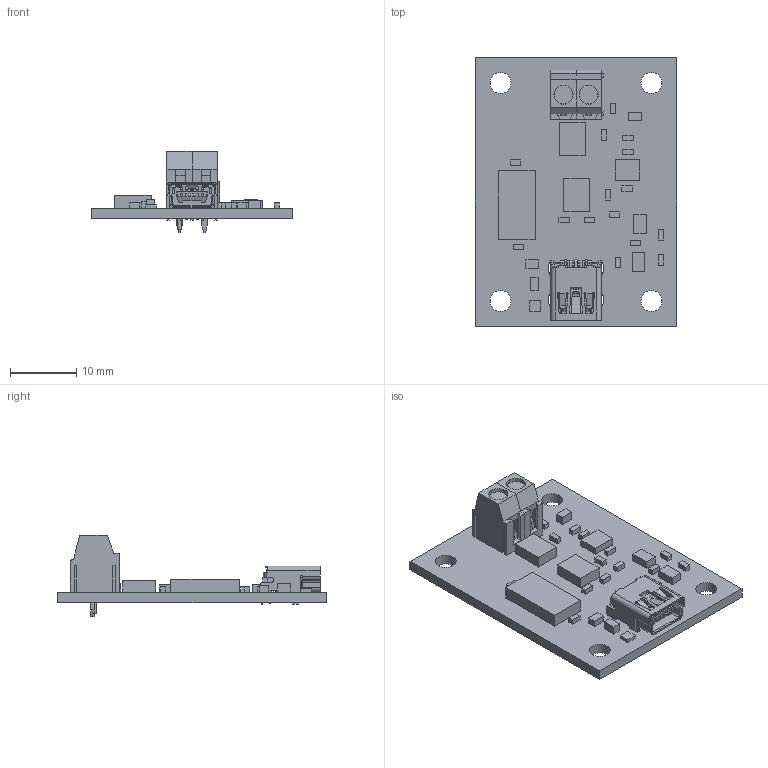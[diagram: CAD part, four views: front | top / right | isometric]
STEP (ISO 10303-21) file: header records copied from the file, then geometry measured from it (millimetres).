
FILE_DESCRIPTION(('Open CASCADE Model'),'2;1');
FILE_NAME('Open CASCADE Shape Model','2010-10-27T12:38:17',('Author'),( 'Open CASCADE'),'Open CASCADE STEP processor 6.2','Open CASCADE 6.2' ,'Unknown');
FILE_SCHEMA(('AUTOMOTIVE_DESIGN { 1 0 10303 214 1 1 1 1 }'));
Length unit declared in the file: millimetre
Products named in the file (57): PCB; Board; R7; 489472832; Extruded; C9; 489473600; C4; 489472960; C10; C3; C5; C2; C1; 603622288; C6; C8; 489473088; C7; C11; J2; 548190519; Open CASCADE STEP translator 6.2 181.14.1.1; Open CASCADE STEP translator 6.2 181.14.1.2; J1; 20020327-d02_asm; 20020327-D-LEM; 20020327-D-REM; 522169712; Cylinder; L1; 603626384; R2; R4; R3; R1; R5; R6; U6; 489472064 ...
Assembly tree (72 placements, depth 4):
  PCB
    Board
    R7
      489472832
        Extruded
    C9
      489473600
        Extruded
    C4
      489472960
        Extruded
    C10
      489472960
        Extruded
    C3
      489472960
        Extruded
    C5
      489472960
        Extruded
    C2
      489472960
        Extruded
    C1
      603622288
        Extruded
    C6
      489472960
        Extruded
    C8
      489473088
        Extruded
    C7
      489473088
        Extruded
    C11
      489472960
        Extruded
    J2
      548190519
        Open CASCADE STEP translator 6.2 181.14.1.1
        Open CASCADE STEP translator 6.2 181.14.1.2
    J1
      20020327-d02_asm
        20020327-D-LEM
        20020327-D-REM  x2
      522169712
        Cylinder
    L1
      603626384
        Extruded
    R2
      489472960
        Extruded
    R4
      489472960
        Extruded
    R3
      489473088
        Extruded
Bounding box: 30.48 x 40.64 x 12.31 mm (x, y, z)
Volume: 2670.9 mm3; surface area: 4611.9 mm2
Topology: 34 solids, 34 shells, 846 faces, 2251 edges, 1478 vertices
Faces by surface type: plane 702, cylinder 114, bspline 18, cone 12
Full cylindrical faces by diameter (mm): 0.6 x1, 0.8 x5, 1.321 x2, 3.175 x4
Entity records: 47914 total; most frequent: CARTESIAN_POINT 12035, DIRECTION 6323, LINE 4388, VECTOR 4388, ORIENTED_EDGE 3516, PCURVE 3516, DEFINITIONAL_REPRESENTATION 3516, EDGE_CURVE 1758
